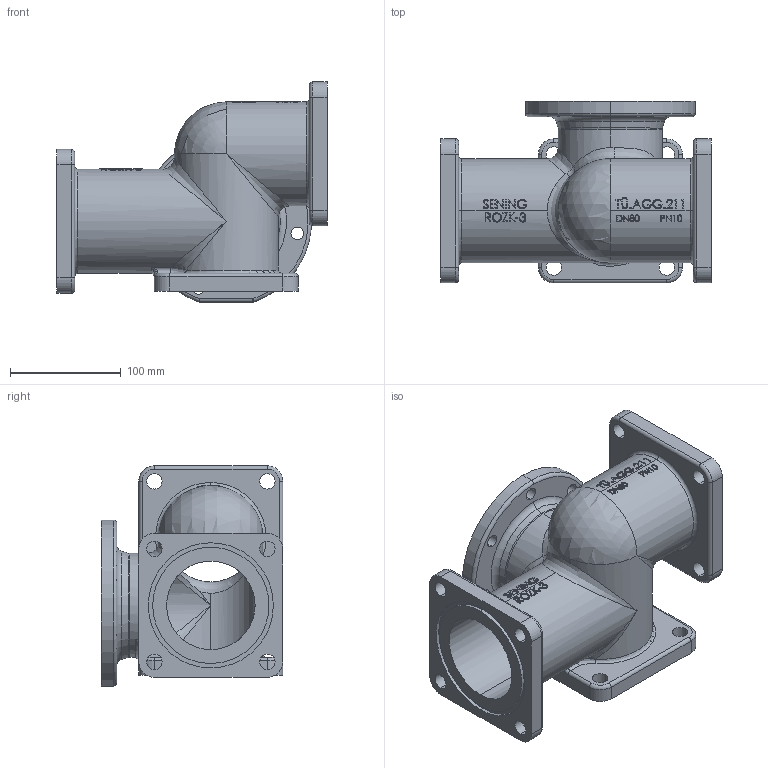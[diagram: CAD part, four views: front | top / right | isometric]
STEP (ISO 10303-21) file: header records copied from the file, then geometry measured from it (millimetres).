
FILE_DESCRIPTION (( 'STEP AP214' ), '1' );
FILE_NAME ('ROzK-3_250555.STEP', '2012-10-29T10:34:13', ( 'Admin2' ), ( '' ), 'SwSTEP 2.0', 'SolidWorks 2010', '' );
FILE_SCHEMA (( 'AUTOMOTIVE_DESIGN' ));
Length unit declared in the file: millimetre
Products named in the file (1): ROzK-3_250555
Bounding box: 244 x 164 x 199 mm (x, y, z)
Volume: 1262757.3 mm3; surface area: 291302.4 mm2
Topology: 1 solids, 1 shells, 545 faces, 1431 edges, 911 vertices
Faces by surface type: plane 196, bspline 167, cylinder 142, torus 29, sphere 9, cone 2
Entity records: 27432 total; most frequent: CARTESIAN_POINT 14558, ORIENTED_EDGE 2814, DIRECTION 2111, EDGE_CURVE 1407, VERTEX_POINT 910, AXIS2_PLACEMENT_3D 746, EDGE_LOOP 635, LINE 619
